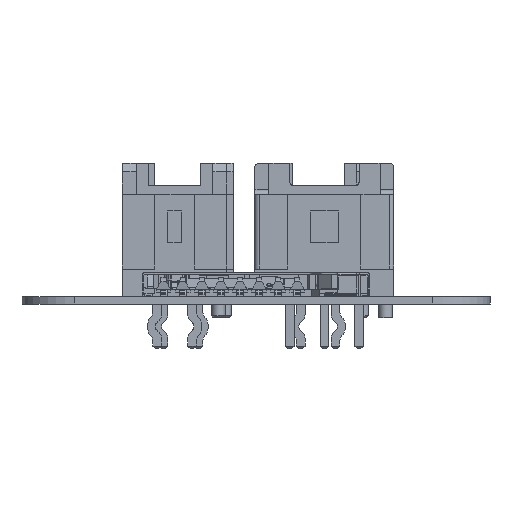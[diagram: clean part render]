
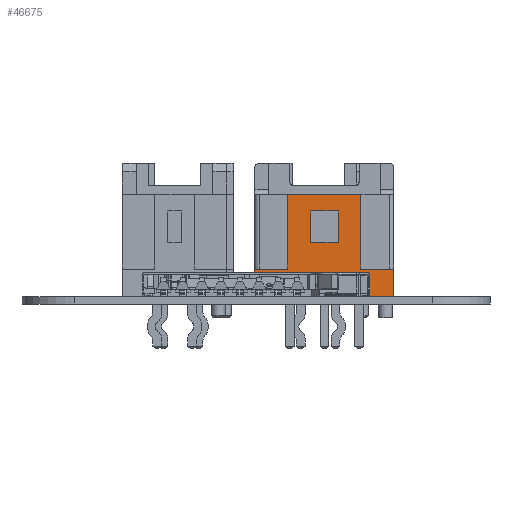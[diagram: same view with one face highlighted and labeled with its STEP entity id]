
A CAD part, front view. The second image highlights one B-rep face of the part: STEP entity #46675.
In plain terms, the highlighted face is planar.
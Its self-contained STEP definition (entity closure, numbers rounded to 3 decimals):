
#45649 = VERTEX_POINT('',#45650);
#45650 = CARTESIAN_POINT('',(-2.1,2.05,2.));
#45656 = EDGE_CURVE('',#45657,#45649,#45659,.T.);
#45657 = VERTEX_POINT('',#45658);
#45658 = CARTESIAN_POINT('',(2.1,2.05,2.));
#45659 = LINE('',#45660,#45661);
#45660 = CARTESIAN_POINT('',(-2.1,2.05,2.));
#45661 = VECTOR('',#45662,1.);
#45662 = DIRECTION('',(-1.,0.,0.));
#45957 = VERTEX_POINT('',#45958);
#45958 = CARTESIAN_POINT('',(4.,-2.25,2.));
#45964 = EDGE_CURVE('',#45957,#45965,#45967,.T.);
#45965 = VERTEX_POINT('',#45966);
#45966 = CARTESIAN_POINT('',(4.,-3.85,2.));
#45967 = LINE('',#45968,#45969);
#45968 = CARTESIAN_POINT('',(4.,-2.25,2.));
#45969 = VECTOR('',#45970,1.);
#45970 = DIRECTION('',(0.,-1.,0.));
#46069 = VERTEX_POINT('',#46070);
#46070 = CARTESIAN_POINT('',(-4.,-3.85,2.));
#46076 = EDGE_CURVE('',#46077,#46069,#46079,.T.);
#46077 = VERTEX_POINT('',#46078);
#46078 = CARTESIAN_POINT('',(-4.,-2.25,2.));
#46079 = LINE('',#46080,#46081);
#46080 = CARTESIAN_POINT('',(-4.,-2.25,2.));
#46081 = VECTOR('',#46082,1.);
#46082 = DIRECTION('',(0.,-1.,0.));
#46129 = EDGE_CURVE('',#45965,#46069,#46130,.T.);
#46130 = LINE('',#46131,#46132);
#46131 = CARTESIAN_POINT('',(4.,-3.85,2.));
#46132 = VECTOR('',#46133,1.);
#46133 = DIRECTION('',(-1.,0.,0.));
#46337 = EDGE_CURVE('',#46338,#46077,#46340,.T.);
#46338 = VERTEX_POINT('',#46339);
#46339 = CARTESIAN_POINT('',(-2.1,-2.25,2.));
#46340 = LINE('',#46341,#46342);
#46341 = CARTESIAN_POINT('',(4.,-2.25,2.));
#46342 = VECTOR('',#46343,1.);
#46343 = DIRECTION('',(-1.,0.,0.));
#46675 = ADVANCED_FACE('',(#46676,#46703),#46737,.F.);
#46676 = FACE_BOUND('',#46677,.T.);
#46677 = EDGE_LOOP('',(#46678,#46679,#46680,#46681,#46689,#46695,#46696,
    #46702));
#46678 = ORIENTED_EDGE('',*,*,#46076,.T.);
#46679 = ORIENTED_EDGE('',*,*,#46129,.F.);
#46680 = ORIENTED_EDGE('',*,*,#45964,.F.);
#46681 = ORIENTED_EDGE('',*,*,#46682,.T.);
#46682 = EDGE_CURVE('',#45957,#46683,#46685,.T.);
#46683 = VERTEX_POINT('',#46684);
#46684 = CARTESIAN_POINT('',(2.1,-2.25,2.));
#46685 = LINE('',#46686,#46687);
#46686 = CARTESIAN_POINT('',(4.,-2.25,2.));
#46687 = VECTOR('',#46688,1.);
#46688 = DIRECTION('',(-1.,0.,0.));
#46689 = ORIENTED_EDGE('',*,*,#46690,.T.);
#46690 = EDGE_CURVE('',#46683,#45657,#46691,.T.);
#46691 = LINE('',#46692,#46693);
#46692 = CARTESIAN_POINT('',(2.1,2.05,2.));
#46693 = VECTOR('',#46694,1.);
#46694 = DIRECTION('',(0.,1.,0.));
#46695 = ORIENTED_EDGE('',*,*,#45656,.T.);
#46696 = ORIENTED_EDGE('',*,*,#46697,.T.);
#46697 = EDGE_CURVE('',#45649,#46338,#46698,.T.);
#46698 = LINE('',#46699,#46700);
#46699 = CARTESIAN_POINT('',(-2.1,2.05,2.));
#46700 = VECTOR('',#46701,1.);
#46701 = DIRECTION('',(0.,-1.,0.));
#46702 = ORIENTED_EDGE('',*,*,#46337,.T.);
#46703 = FACE_BOUND('',#46704,.T.);
#46704 = EDGE_LOOP('',(#46705,#46715,#46723,#46731));
#46705 = ORIENTED_EDGE('',*,*,#46706,.F.);
#46706 = EDGE_CURVE('',#46707,#46709,#46711,.T.);
#46707 = VERTEX_POINT('',#46708);
#46708 = CARTESIAN_POINT('',(0.8,1.09,2.));
#46709 = VERTEX_POINT('',#46710);
#46710 = CARTESIAN_POINT('',(-0.8,1.09,2.));
#46711 = LINE('',#46712,#46713);
#46712 = CARTESIAN_POINT('',(0.8,1.09,2.));
#46713 = VECTOR('',#46714,1.);
#46714 = DIRECTION('',(-1.,0.,0.));
#46715 = ORIENTED_EDGE('',*,*,#46716,.F.);
#46716 = EDGE_CURVE('',#46717,#46707,#46719,.T.);
#46717 = VERTEX_POINT('',#46718);
#46718 = CARTESIAN_POINT('',(0.8,-0.75,2.));
#46719 = LINE('',#46720,#46721);
#46720 = CARTESIAN_POINT('',(0.8,-0.75,2.));
#46721 = VECTOR('',#46722,1.);
#46722 = DIRECTION('',(0.,1.,0.));
#46723 = ORIENTED_EDGE('',*,*,#46724,.T.);
#46724 = EDGE_CURVE('',#46717,#46725,#46727,.T.);
#46725 = VERTEX_POINT('',#46726);
#46726 = CARTESIAN_POINT('',(-0.8,-0.75,2.));
#46727 = LINE('',#46728,#46729);
#46728 = CARTESIAN_POINT('',(0.8,-0.75,2.));
#46729 = VECTOR('',#46730,1.);
#46730 = DIRECTION('',(-1.,0.,0.));
#46731 = ORIENTED_EDGE('',*,*,#46732,.T.);
#46732 = EDGE_CURVE('',#46725,#46709,#46733,.T.);
#46733 = LINE('',#46734,#46735);
#46734 = CARTESIAN_POINT('',(-0.8,-0.75,2.));
#46735 = VECTOR('',#46736,1.);
#46736 = DIRECTION('',(0.,1.,0.));
#46737 = PLANE('',#46738);
#46738 = AXIS2_PLACEMENT_3D('',#46739,#46740,#46741);
#46739 = CARTESIAN_POINT('',(4.,-2.25,2.));
#46740 = DIRECTION('',(0.,0.,-1.));
#46741 = DIRECTION('',(-1.,0.,0.));
